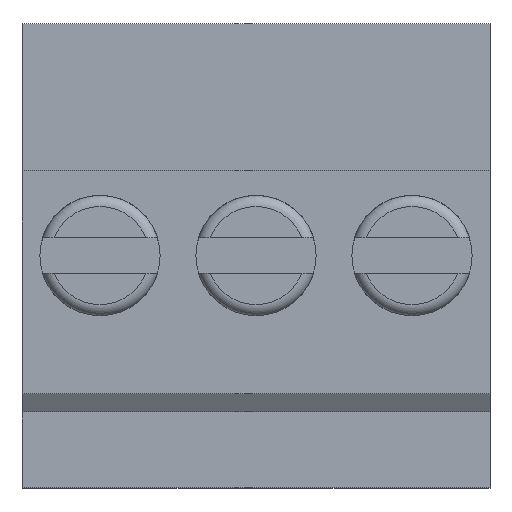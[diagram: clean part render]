
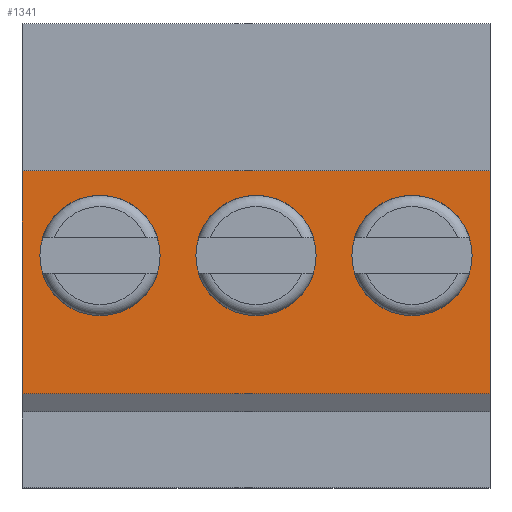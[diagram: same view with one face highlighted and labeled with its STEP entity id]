
A CAD part, top view. The second image highlights one B-rep face of the part: STEP entity #1341.
In plain terms, the highlighted planar face has unit normal (0, 0, 1).
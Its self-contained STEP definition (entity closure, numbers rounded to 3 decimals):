
#1341 = ADVANCED_FACE( '', ( #2660, #2661, #2662, #2663 ), #2664, .T. );
#2660 = FACE_BOUND( '', #3988, .T. );
#2661 = FACE_OUTER_BOUND( '', #3989, .T. );
#2662 = FACE_BOUND( '', #3990, .T. );
#2663 = FACE_BOUND( '', #3991, .T. );
#2664 = PLANE( '', #3992 );
#3988 = EDGE_LOOP( '', ( #7587 ) );
#3989 = EDGE_LOOP( '', ( #7588, #7589, #7590, #7591 ) );
#3990 = EDGE_LOOP( '', ( #7592 ) );
#3991 = EDGE_LOOP( '', ( #7593 ) );
#3992 = AXIS2_PLACEMENT_3D( '', #7594, #7595, #7596 );
#7587 = ORIENTED_EDGE( '', *, *, #8874, .T. );
#7588 = ORIENTED_EDGE( '', *, *, #9545, .F. );
#7589 = ORIENTED_EDGE( '', *, *, #8513, .F. );
#7590 = ORIENTED_EDGE( '', *, *, #8693, .T. );
#7591 = ORIENTED_EDGE( '', *, *, #8636, .T. );
#7592 = ORIENTED_EDGE( '', *, *, #8189, .T. );
#7593 = ORIENTED_EDGE( '', *, *, #8623, .T. );
#7594 = CARTESIAN_POINT( '', ( 5.25, -3.1, 6.81 ) );
#7595 = DIRECTION( '', ( 0., 0., 1. ) );
#7596 = DIRECTION( '', ( 0., -1., 0. ) );
#8189 = EDGE_CURVE( '', #9808, #9808, #9809, .T. );
#8513 = EDGE_CURVE( '', #10367, #10363, #10369, .T. );
#8623 = EDGE_CURVE( '', #10552, #10552, #10553, .T. );
#8636 = EDGE_CURVE( '', #10576, #10573, #10577, .T. );
#8693 = EDGE_CURVE( '', #10367, #10576, #10671, .T. );
#8874 = EDGE_CURVE( '', #10936, #10936, #10937, .T. );
#9545 = EDGE_CURVE( '', #10363, #10573, #11829, .T. );
#9808 = VERTEX_POINT( '', #12157 );
#9809 = CIRCLE( '', #12158, 1.35 );
#10363 = VERTEX_POINT( '', #12961 );
#10367 = VERTEX_POINT( '', #12967 );
#10369 = LINE( '', #12970, #12971 );
#10552 = VERTEX_POINT( '', #13232 );
#10553 = CIRCLE( '', #13233, 1.35 );
#10573 = VERTEX_POINT( '', #13259 );
#10576 = VERTEX_POINT( '', #13263 );
#10577 = LINE( '', #13264, #13265 );
#10671 = LINE( '', #13401, #13402 );
#10936 = VERTEX_POINT( '', #13789 );
#10937 = CIRCLE( '', #13790, 1.35 );
#11829 = LINE( '', #15145, #15146 );
#12157 = CARTESIAN_POINT( '', ( 4.85, 0., 6.81 ) );
#12158 = AXIS2_PLACEMENT_3D( '', #15387, #15388, #15389 );
#12961 = CARTESIAN_POINT( '', ( -5.25, -3.1, 6.81 ) );
#12967 = CARTESIAN_POINT( '', ( 5.25, -3.1, 6.81 ) );
#12970 = CARTESIAN_POINT( '', ( 5.25, -3.1, 6.81 ) );
#12971 = VECTOR( '', #15705, 1000. );
#13232 = CARTESIAN_POINT( '', ( -2.15, 0., 6.81 ) );
#13233 = AXIS2_PLACEMENT_3D( '', #15807, #15808, #15809 );
#13259 = CARTESIAN_POINT( '', ( -5.25, 1.9, 6.81 ) );
#13263 = CARTESIAN_POINT( '', ( 5.25, 1.9, 6.81 ) );
#13264 = CARTESIAN_POINT( '', ( 5.25, 1.9, 6.81 ) );
#13265 = VECTOR( '', #15823, 1000. );
#13401 = CARTESIAN_POINT( '', ( 5.25, -3.1, 6.81 ) );
#13402 = VECTOR( '', #15878, 1000. );
#13789 = CARTESIAN_POINT( '', ( 1.35, 0., 6.81 ) );
#13790 = AXIS2_PLACEMENT_3D( '', #16064, #16065, #16066 );
#15145 = CARTESIAN_POINT( '', ( -5.25, -3.1, 6.81 ) );
#15146 = VECTOR( '', #16586, 1000. );
#15387 = CARTESIAN_POINT( '', ( 3.5, 0., 6.81 ) );
#15388 = DIRECTION( '', ( 0., 0., -1. ) );
#15389 = DIRECTION( '', ( 1., 0., 0. ) );
#15705 = DIRECTION( '', ( -1., 0., 0. ) );
#15807 = CARTESIAN_POINT( '', ( -3.5, 0., 6.81 ) );
#15808 = DIRECTION( '', ( 0., 0., -1. ) );
#15809 = DIRECTION( '', ( 1., 0., 0. ) );
#15823 = DIRECTION( '', ( -1., 0., 0. ) );
#15878 = DIRECTION( '', ( 0., 1., 0. ) );
#16064 = CARTESIAN_POINT( '', ( 0., 0., 6.81 ) );
#16065 = DIRECTION( '', ( 0., 0., -1. ) );
#16066 = DIRECTION( '', ( 1., 0., 0. ) );
#16586 = DIRECTION( '', ( 0., 1., 0. ) );
